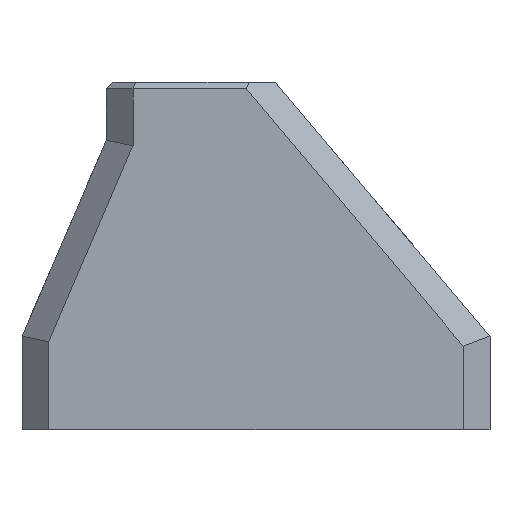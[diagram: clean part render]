
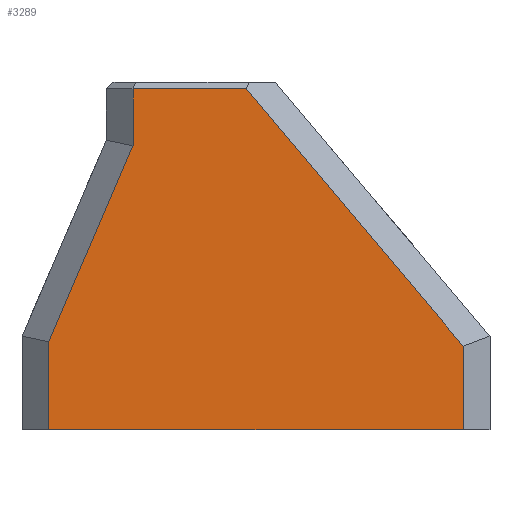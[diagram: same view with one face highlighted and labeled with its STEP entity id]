
A CAD part, left-side view. The second image highlights one B-rep face of the part: STEP entity #3289.
In plain terms, the highlighted planar face has unit normal (-1, 0, 0).
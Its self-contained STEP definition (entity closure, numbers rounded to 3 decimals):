
#229=FACE_OUTER_BOUND('',#415,.T.);
#415=EDGE_LOOP('',(#2532,#2533,#2534,#2535,#2536,#2537,#2538));
#767=LINE('',#5388,#1141);
#769=LINE('',#5392,#1143);
#772=LINE('',#5398,#1146);
#773=LINE('',#5400,#1147);
#774=LINE('',#5402,#1148);
#775=LINE('',#5404,#1149);
#776=LINE('',#5405,#1150);
#1141=VECTOR('',#4077,10.);
#1143=VECTOR('',#4081,10.);
#1146=VECTOR('',#4086,10.);
#1147=VECTOR('',#4087,10.);
#1148=VECTOR('',#4088,10.);
#1149=VECTOR('',#4089,10.);
#1150=VECTOR('',#4090,10.);
#1508=VERTEX_POINT('',#5359);
#1517=VERTEX_POINT('',#5387);
#1518=VERTEX_POINT('',#5391);
#1520=VERTEX_POINT('',#5397);
#1521=VERTEX_POINT('',#5399);
#1522=VERTEX_POINT('',#5401);
#1523=VERTEX_POINT('',#5403);
#1896=EDGE_CURVE('',#1508,#1517,#767,.T.);
#1898=EDGE_CURVE('',#1517,#1518,#769,.T.);
#1901=EDGE_CURVE('',#1520,#1508,#772,.T.);
#1902=EDGE_CURVE('',#1521,#1520,#773,.T.);
#1903=EDGE_CURVE('',#1522,#1521,#774,.T.);
#1904=EDGE_CURVE('',#1522,#1523,#775,.T.);
#1905=EDGE_CURVE('',#1518,#1523,#776,.T.);
#2532=ORIENTED_EDGE('',*,*,#1896,.F.);
#2533=ORIENTED_EDGE('',*,*,#1901,.F.);
#2534=ORIENTED_EDGE('',*,*,#1902,.F.);
#2535=ORIENTED_EDGE('',*,*,#1903,.F.);
#2536=ORIENTED_EDGE('',*,*,#1904,.T.);
#2537=ORIENTED_EDGE('',*,*,#1905,.F.);
#2538=ORIENTED_EDGE('',*,*,#1898,.F.);
#3126=PLANE('',#3522);
#3289=ADVANCED_FACE('',(#229),#3126,.T.);
#3522=AXIS2_PLACEMENT_3D('',#5396,#4084,#4085);
#4077=DIRECTION('',(0.,-1.,0.));
#4081=DIRECTION('',(0.,-0.645,-0.764));
#4084=DIRECTION('center_axis',(-1.,0.,0.));
#4085=DIRECTION('ref_axis',(0.,-1.,0.));
#4086=DIRECTION('',(0.,0.,1.));
#4087=DIRECTION('',(0.,-0.395,0.919));
#4088=DIRECTION('',(0.,0.,1.));
#4089=DIRECTION('',(0.,-1.,0.));
#4090=DIRECTION('',(0.,0.,-1.));
#5359=CARTESIAN_POINT('',(-14.,3.698,25.5));
#5387=CARTESIAN_POINT('',(-14.,-4.754,25.5));
#5388=CARTESIAN_POINT('',(-14.,2.525,25.5));
#5391=CARTESIAN_POINT('',(-14.,-21.,6.268));
#5392=CARTESIAN_POINT('',(-14.,-15.91,12.294));
#5396=CARTESIAN_POINT('Origin',(-14.,12.,0.));
#5397=CARTESIAN_POINT('',(-14.,3.698,21.249));
#5398=CARTESIAN_POINT('',(-14.,3.698,13.));
#5399=CARTESIAN_POINT('',(-14.,10.,6.588));
#5400=CARTESIAN_POINT('',(-14.,7.349,12.756));
#5401=CARTESIAN_POINT('',(-14.,10.,0.));
#5402=CARTESIAN_POINT('',(-14.,10.,0.));
#5403=CARTESIAN_POINT('',(-14.,-21.,0.));
#5404=CARTESIAN_POINT('',(-14.,12.,0.));
#5405=CARTESIAN_POINT('',(-14.,-21.,0.));
